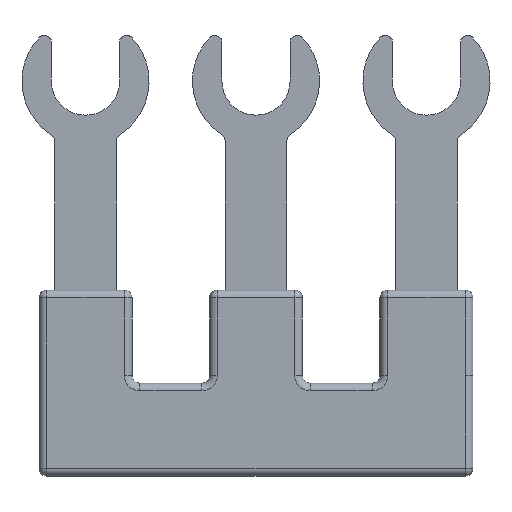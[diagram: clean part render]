
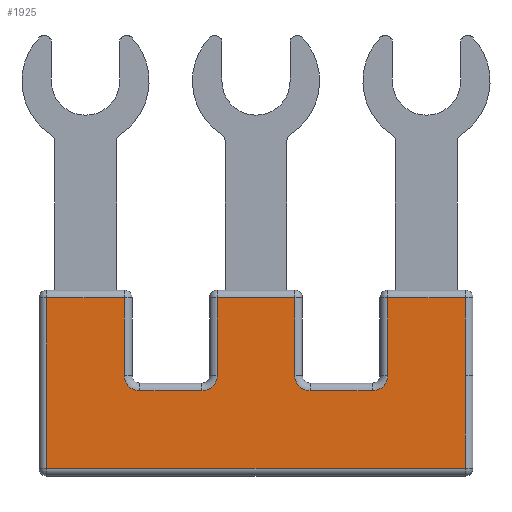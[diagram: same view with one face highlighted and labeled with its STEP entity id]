
A CAD part, front view. The second image highlights one B-rep face of the part: STEP entity #1925.
In plain terms, the highlighted planar face has unit normal (0, -1, 0).
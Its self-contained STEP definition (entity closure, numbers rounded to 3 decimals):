
#903=AXIS2_PLACEMENT_3D('Circle Axis2P3D',#901,#902,$) ;
#965=AXIS2_PLACEMENT_3D('Circle Axis2P3D',#963,#964,$) ;
#1103=AXIS2_PLACEMENT_3D('Circle Axis2P3D',#1101,#1102,$) ;
#1165=AXIS2_PLACEMENT_3D('Circle Axis2P3D',#1163,#1164,$) ;
#1899=AXIS2_PLACEMENT_3D('Plane Axis2P3D',#1896,#1897,#1898) ;
#36=CARTESIAN_POINT('Line Origine',(39.6,0.,0.5)) ;
#40=CARTESIAN_POINT('Vertex',(1.6,0.,0.5)) ;
#42=CARTESIAN_POINT('Vertex',(28.6,0.,0.5)) ;
#750=CARTESIAN_POINT('Vertex',(1.6,0.,11.5)) ;
#760=CARTESIAN_POINT('Line Origine',(1.6,0.,0.5)) ;
#838=CARTESIAN_POINT('Vertex',(6.6,0.,11.5)) ;
#846=CARTESIAN_POINT('Line Origine',(6.1,0.,11.5)) ;
#870=CARTESIAN_POINT('Line Origine',(6.6,0.,11.5)) ;
#874=CARTESIAN_POINT('Vertex',(6.6,0.,6.5)) ;
#901=CARTESIAN_POINT('Axis2P3D Location',(7.6,0.,6.5)) ;
#905=CARTESIAN_POINT('Vertex',(7.6,0.,5.5)) ;
#932=CARTESIAN_POINT('Line Origine',(7.6,0.,5.5)) ;
#936=CARTESIAN_POINT('Vertex',(11.6,0.,5.5)) ;
#963=CARTESIAN_POINT('Axis2P3D Location',(11.6,0.,6.5)) ;
#967=CARTESIAN_POINT('Vertex',(12.6,0.,6.5)) ;
#994=CARTESIAN_POINT('Line Origine',(12.6,0.,6.5)) ;
#998=CARTESIAN_POINT('Vertex',(12.6,0.,11.5)) ;
#1032=CARTESIAN_POINT('Line Origine',(12.6,0.,11.5)) ;
#1036=CARTESIAN_POINT('Vertex',(17.6,0.,11.5)) ;
#1070=CARTESIAN_POINT('Line Origine',(17.6,0.,11.5)) ;
#1074=CARTESIAN_POINT('Vertex',(17.6,0.,6.5)) ;
#1101=CARTESIAN_POINT('Axis2P3D Location',(18.6,0.,6.5)) ;
#1105=CARTESIAN_POINT('Vertex',(18.6,0.,5.5)) ;
#1132=CARTESIAN_POINT('Line Origine',(18.6,0.,5.5)) ;
#1136=CARTESIAN_POINT('Vertex',(22.6,0.,5.5)) ;
#1163=CARTESIAN_POINT('Axis2P3D Location',(22.6,0.,6.5)) ;
#1167=CARTESIAN_POINT('Vertex',(23.6,0.,6.5)) ;
#1194=CARTESIAN_POINT('Line Origine',(23.6,0.,6.5)) ;
#1198=CARTESIAN_POINT('Vertex',(23.6,0.,11.5)) ;
#1232=CARTESIAN_POINT('Line Origine',(23.6,0.,11.5)) ;
#1236=CARTESIAN_POINT('Vertex',(28.6,0.,11.5)) ;
#1842=CARTESIAN_POINT('Vertex',(28.6,0.,6.5)) ;
#1850=CARTESIAN_POINT('Line Origine',(28.6,0.,11.5)) ;
#1896=CARTESIAN_POINT('Axis2P3D Location',(1.6,0.,11.5)) ;
#1901=CARTESIAN_POINT('Line Origine',(28.6,0.,3.5)) ;
#37=DIRECTION('Vector Direction',(1.,0.,0.)) ;
#761=DIRECTION('Vector Direction',(0.,0.,-1.)) ;
#847=DIRECTION('Vector Direction',(-1.,0.,0.)) ;
#871=DIRECTION('Vector Direction',(0.,0.,1.)) ;
#902=DIRECTION('Axis2P3D Direction',(0.,1.,0.)) ;
#933=DIRECTION('Vector Direction',(-1.,0.,0.)) ;
#964=DIRECTION('Axis2P3D Direction',(0.,1.,0.)) ;
#995=DIRECTION('Vector Direction',(0.,0.,-1.)) ;
#1033=DIRECTION('Vector Direction',(-1.,0.,0.)) ;
#1071=DIRECTION('Vector Direction',(0.,0.,1.)) ;
#1102=DIRECTION('Axis2P3D Direction',(0.,1.,0.)) ;
#1133=DIRECTION('Vector Direction',(-1.,0.,0.)) ;
#1164=DIRECTION('Axis2P3D Direction',(0.,1.,0.)) ;
#1195=DIRECTION('Vector Direction',(0.,0.,-1.)) ;
#1233=DIRECTION('Vector Direction',(-1.,0.,0.)) ;
#1851=DIRECTION('Vector Direction',(0.,0.,1.)) ;
#1897=DIRECTION('Axis2P3D Direction',(0.,1.,0.)) ;
#1898=DIRECTION('Axis2P3D XDirection',(0.,0.,1.)) ;
#1902=DIRECTION('Vector Direction',(0.,0.,1.)) ;
#38=VECTOR('Line Direction',#37,1.) ;
#762=VECTOR('Line Direction',#761,1.) ;
#848=VECTOR('Line Direction',#847,1.) ;
#872=VECTOR('Line Direction',#871,1.) ;
#934=VECTOR('Line Direction',#933,1.) ;
#996=VECTOR('Line Direction',#995,1.) ;
#1034=VECTOR('Line Direction',#1033,1.) ;
#1072=VECTOR('Line Direction',#1071,1.) ;
#1134=VECTOR('Line Direction',#1133,1.) ;
#1196=VECTOR('Line Direction',#1195,1.) ;
#1234=VECTOR('Line Direction',#1233,1.) ;
#1852=VECTOR('Line Direction',#1851,1.) ;
#1903=VECTOR('Line Direction',#1902,1.) ;
#1907=ORIENTED_EDGE('',*,*,#1905,.F.) ;
#1908=ORIENTED_EDGE('',*,*,#1854,.T.) ;
#1909=ORIENTED_EDGE('',*,*,#1238,.T.) ;
#1910=ORIENTED_EDGE('',*,*,#1200,.T.) ;
#1911=ORIENTED_EDGE('',*,*,#1169,.T.) ;
#1912=ORIENTED_EDGE('',*,*,#1138,.T.) ;
#1913=ORIENTED_EDGE('',*,*,#1107,.T.) ;
#1914=ORIENTED_EDGE('',*,*,#1076,.T.) ;
#1915=ORIENTED_EDGE('',*,*,#1038,.T.) ;
#1916=ORIENTED_EDGE('',*,*,#1000,.T.) ;
#1917=ORIENTED_EDGE('',*,*,#969,.T.) ;
#1918=ORIENTED_EDGE('',*,*,#938,.T.) ;
#1919=ORIENTED_EDGE('',*,*,#907,.T.) ;
#1920=ORIENTED_EDGE('',*,*,#876,.T.) ;
#1921=ORIENTED_EDGE('',*,*,#850,.T.) ;
#1922=ORIENTED_EDGE('',*,*,#764,.T.) ;
#1923=ORIENTED_EDGE('',*,*,#44,.T.) ;
#1925=ADVANCED_FACE('STH4_4 way insulation-plastic',(#1924),#1900,.F.) ;
#904=CIRCLE('generated circle',#903,1.) ;
#966=CIRCLE('generated circle',#965,1.) ;
#1104=CIRCLE('generated circle',#1103,1.) ;
#1166=CIRCLE('generated circle',#1165,1.) ;
#44=EDGE_CURVE('',#41,#43,#39,.T.) ;
#764=EDGE_CURVE('',#751,#41,#763,.T.) ;
#850=EDGE_CURVE('',#839,#751,#849,.T.) ;
#876=EDGE_CURVE('',#875,#839,#873,.T.) ;
#907=EDGE_CURVE('',#906,#875,#904,.T.) ;
#938=EDGE_CURVE('',#937,#906,#935,.T.) ;
#969=EDGE_CURVE('',#968,#937,#966,.T.) ;
#1000=EDGE_CURVE('',#999,#968,#997,.T.) ;
#1038=EDGE_CURVE('',#1037,#999,#1035,.T.) ;
#1076=EDGE_CURVE('',#1075,#1037,#1073,.T.) ;
#1107=EDGE_CURVE('',#1106,#1075,#1104,.T.) ;
#1138=EDGE_CURVE('',#1137,#1106,#1135,.T.) ;
#1169=EDGE_CURVE('',#1168,#1137,#1166,.T.) ;
#1200=EDGE_CURVE('',#1199,#1168,#1197,.T.) ;
#1238=EDGE_CURVE('',#1237,#1199,#1235,.T.) ;
#1854=EDGE_CURVE('',#1843,#1237,#1853,.T.) ;
#1905=EDGE_CURVE('',#1843,#43,#1904,.F.) ;
#1906=EDGE_LOOP('',(#1907,#1908,#1909,#1910,#1911,#1912,#1913,#1914,#1915,#1916,#1917,#1918,#1919,#1920,#1921,#1922,#1923)) ;
#1924=FACE_OUTER_BOUND('',#1906,.T.) ;
#39=LINE('Line',#36,#38) ;
#763=LINE('Line',#760,#762) ;
#849=LINE('Line',#846,#848) ;
#873=LINE('Line',#870,#872) ;
#935=LINE('Line',#932,#934) ;
#997=LINE('Line',#994,#996) ;
#1035=LINE('Line',#1032,#1034) ;
#1073=LINE('Line',#1070,#1072) ;
#1135=LINE('Line',#1132,#1134) ;
#1197=LINE('Line',#1194,#1196) ;
#1235=LINE('Line',#1232,#1234) ;
#1853=LINE('Line',#1850,#1852) ;
#1904=LINE('Line',#1901,#1903) ;
#1900=PLANE('',#1899) ;
#41=VERTEX_POINT('',#40) ;
#43=VERTEX_POINT('',#42) ;
#751=VERTEX_POINT('',#750) ;
#839=VERTEX_POINT('',#838) ;
#875=VERTEX_POINT('',#874) ;
#906=VERTEX_POINT('',#905) ;
#937=VERTEX_POINT('',#936) ;
#968=VERTEX_POINT('',#967) ;
#999=VERTEX_POINT('',#998) ;
#1037=VERTEX_POINT('',#1036) ;
#1075=VERTEX_POINT('',#1074) ;
#1106=VERTEX_POINT('',#1105) ;
#1137=VERTEX_POINT('',#1136) ;
#1168=VERTEX_POINT('',#1167) ;
#1199=VERTEX_POINT('',#1198) ;
#1237=VERTEX_POINT('',#1236) ;
#1843=VERTEX_POINT('',#1842) ;
